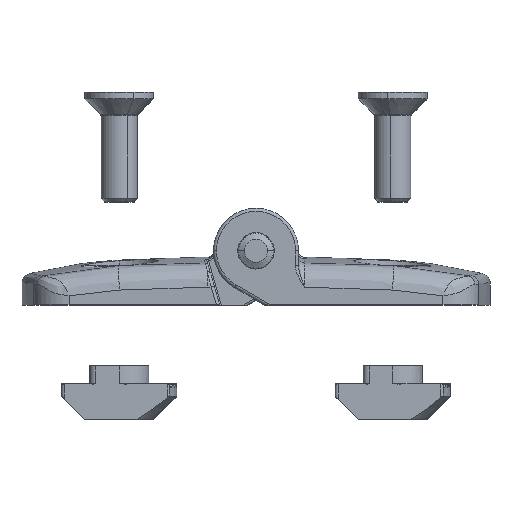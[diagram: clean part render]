
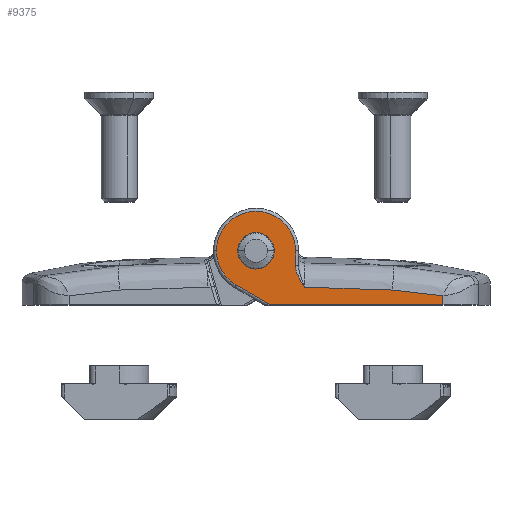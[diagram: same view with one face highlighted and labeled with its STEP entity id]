
A CAD part, top view. The second image highlights one B-rep face of the part: STEP entity #9375.
In plain terms, the highlighted face is planar.
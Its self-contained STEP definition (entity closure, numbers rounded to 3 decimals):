
#18 = AXIS2_PLACEMENT_3D ( 'NONE', #6949, #17822, #5585 ) ;
#276 = VECTOR ( 'NONE', #10332, 1000. ) ;
#701 = VERTEX_POINT ( 'NONE', #6664 ) ;
#802 = CARTESIAN_POINT ( 'NONE',  ( 24., 2.916, -8. ) ) ;
#943 = DIRECTION ( 'NONE',  ( 0., -1., 0. ) ) ;
#1049 = VERTEX_POINT ( 'NONE', #8361 ) ;
#1242 = VERTEX_POINT ( 'NONE', #10478 ) ;
#1392 = CARTESIAN_POINT ( 'NONE',  ( 24., 2.746, -17.64 ) ) ;
#1504 = EDGE_CURVE ( 'NONE', #10511, #16795, #5644, .T. ) ;
#1684 = ORIENTED_EDGE ( 'NONE', *, *, #4218, .T. ) ;
#2119 = AXIS2_PLACEMENT_3D ( 'NONE', #16573, #8533, #14042 ) ;
#2215 = CARTESIAN_POINT ( 'NONE',  ( 24., 4.303, -7.141 ) ) ;
#2478 = ORIENTED_EDGE ( 'NONE', *, *, #15199, .F. ) ;
#2738 = VECTOR ( 'NONE', #10553, 1000. ) ;
#3058 = FACE_OUTER_BOUND ( 'NONE', #6807, .T. ) ;
#3123 = VECTOR ( 'NONE', #7246, 1000. ) ;
#3374 = EDGE_LOOP ( 'NONE', ( #1684, #14911 ) ) ;
#3521 = ORIENTED_EDGE ( 'NONE', *, *, #1504, .T. ) ;
#4011 = CARTESIAN_POINT ( 'NONE',  ( 24., 2.916, -8. ) ) ;
#4131 = ORIENTED_EDGE ( 'NONE', *, *, #8550, .T. ) ;
#4218 = EDGE_CURVE ( 'NONE', #701, #16192, #15867, .T. ) ;
#4660 = DIRECTION ( 'NONE',  ( 0., 0., 1. ) ) ;
#4915 = VERTEX_POINT ( 'NONE', #802 ) ;
#5018 = CARTESIAN_POINT ( 'NONE',  ( 24., 7.9, -6.5 ) ) ;
#5106 = LINE ( 'NONE', #5018, #2738 ) ;
#5183 = CARTESIAN_POINT ( 'NONE',  ( 24., 15.9, -30.761 ) ) ;
#5476 = VERTEX_POINT ( 'NONE', #12148 ) ;
#5585 = DIRECTION ( 'NONE',  ( 0., 0., 1. ) ) ;
#5644 = CIRCLE ( 'NONE', #7974, 6.5 ) ;
#6329 = ORIENTED_EDGE ( 'NONE', *, *, #11966, .T. ) ;
#6525 = VERTEX_POINT ( 'NONE', #15801 ) ;
#6549 = CARTESIAN_POINT ( 'NONE',  ( 24., 2.916, -8. ) ) ;
#6664 = CARTESIAN_POINT ( 'NONE',  ( 24., 8.9, -3. ) ) ;
#6807 = EDGE_LOOP ( 'NONE', ( #16498, #17402, #13133, #3521, #12026, #7034, #4131, #2478, #6329 ) ) ;
#6949 = CARTESIAN_POINT ( 'NONE',  ( 24., 8.9, 0. ) ) ;
#6972 = CARTESIAN_POINT ( 'NONE',  ( 24., 8.9, 6.5 ) ) ;
#7034 = ORIENTED_EDGE ( 'NONE', *, *, #9991, .T. ) ;
#7246 = DIRECTION ( 'NONE',  ( 0., -0.5, -0.866 ) ) ;
#7278 = EDGE_CURVE ( 'NONE', #16192, #701, #14551, .T. ) ;
#7501 = CARTESIAN_POINT ( 'NONE',  ( 24., 8.9, -6.5 ) ) ;
#7648 = CARTESIAN_POINT ( 'NONE',  ( 24., 6.154, -6.5 ) ) ;
#7974 = AXIS2_PLACEMENT_3D ( 'NONE', #11553, #17079, #4660 ) ;
#8023 = CARTESIAN_POINT ( 'NONE',  ( 24., 2.274, -25.242 ) ) ;
#8179 = CARTESIAN_POINT ( 'NONE',  ( 24., 0., -30.761 ) ) ;
#8361 = CARTESIAN_POINT ( 'NONE',  ( 24., 1.515, -30.761 ) ) ;
#8407 = CARTESIAN_POINT ( 'NONE',  ( 24., 3.271, 3.25 ) ) ;
#8533 = DIRECTION ( 'NONE',  ( -1., 0., 0. ) ) ;
#8550 = EDGE_CURVE ( 'NONE', #5476, #12629, #16936, .T. ) ;
#8610 = B_SPLINE_CURVE_WITH_KNOTS ( 'NONE', 3,
 ( #9304, #14809, #8023, #16259 ),
 .UNSPECIFIED., .F., .F.,
 ( 4, 4 ),
 ( 0.005, 0.013 ),
 .UNSPECIFIED. ) ;
#8613 = CARTESIAN_POINT ( 'NONE',  ( 24., 7.351, 10.317 ) ) ;
#8623 = DIRECTION ( 'NONE',  ( 0., 0., 1. ) ) ;
#8838 = CARTESIAN_POINT ( 'NONE',  ( 24., 8.9, 3. ) ) ;
#9035 = B_SPLINE_CURVE_WITH_KNOTS ( 'NONE', 3,
 ( #12430, #1392, #16410, #4011 ),
 .UNSPECIFIED., .F., .F.,
 ( 4, 4 ),
 ( 0., 0.014 ),
 .UNSPECIFIED. ) ;
#9304 = CARTESIAN_POINT ( 'NONE',  ( 24., 1.515, -30.761 ) ) ;
#9375 = ADVANCED_FACE ( 'NONE', ( #16899, #3058 ), #14089, .F. ) ;
#9889 = LINE ( 'NONE', #8613, #3123 ) ;
#9991 = EDGE_CURVE ( 'NONE', #14409, #5476, #9889, .T. ) ;
#10119 = DIRECTION ( 'NONE',  ( -1., 0., 0. ) ) ;
#10332 = DIRECTION ( 'NONE',  ( 0., 0., -1. ) ) ;
#10478 = CARTESIAN_POINT ( 'NONE',  ( 24., 6.486, -6.5 ) ) ;
#10511 = VERTEX_POINT ( 'NONE', #7501 ) ;
#10541 = CARTESIAN_POINT ( 'NONE',  ( 24., 6.486, -6.5 ) ) ;
#10553 = DIRECTION ( 'NONE',  ( 0., 1., 0. ) ) ;
#10722 = CARTESIAN_POINT ( 'NONE',  ( 24., 5.831, -6.555 ) ) ;
#11238 = CIRCLE ( 'NONE', #18, 6.5 ) ;
#11553 = CARTESIAN_POINT ( 'NONE',  ( 24., 8.9, 0. ) ) ;
#11678 = EDGE_CURVE ( 'NONE', #16795, #14409, #11238, .T. ) ;
#11812 = AXIS2_PLACEMENT_3D ( 'NONE', #16851, #15498, #8623 ) ;
#11966 = EDGE_CURVE ( 'NONE', #1049, #6525, #8610, .T. ) ;
#11988 = CARTESIAN_POINT ( 'NONE',  ( 24., 3.188, -7.822 ) ) ;
#12026 = ORIENTED_EDGE ( 'NONE', *, *, #11678, .T. ) ;
#12070 = CARTESIAN_POINT ( 'NONE',  ( 24., 4.02, -7.302 ) ) ;
#12148 = CARTESIAN_POINT ( 'NONE',  ( 24., 0., -2.415 ) ) ;
#12159 = LINE ( 'NONE', #5183, #13132 ) ;
#12430 = CARTESIAN_POINT ( 'NONE',  ( 24., 2.447, -22.454 ) ) ;
#12501 = EDGE_CURVE ( 'NONE', #6525, #4915, #9035, .T. ) ;
#12629 = VERTEX_POINT ( 'NONE', #8179 ) ;
#13132 = VECTOR ( 'NONE', #943, 1000. ) ;
#13133 = ORIENTED_EDGE ( 'NONE', *, *, #14831, .T. ) ;
#14042 = DIRECTION ( 'NONE',  ( 0., 0., 1. ) ) ;
#14089 = PLANE ( 'NONE',  #15841 ) ;
#14409 = VERTEX_POINT ( 'NONE', #8407 ) ;
#14551 = CIRCLE ( 'NONE', #2119, 3. ) ;
#14809 = CARTESIAN_POINT ( 'NONE',  ( 24., 1.963, -28.011 ) ) ;
#14831 = EDGE_CURVE ( 'NONE', #1242, #10511, #5106, .T. ) ;
#14911 = ORIENTED_EDGE ( 'NONE', *, *, #7278, .T. ) ;
#15199 = EDGE_CURVE ( 'NONE', #1049, #12629, #12159, .T. ) ;
#15498 = DIRECTION ( 'NONE',  ( -1., 0., 0. ) ) ;
#15672 = CARTESIAN_POINT ( 'NONE',  ( 24., 0., 1.134 ) ) ;
#15801 = CARTESIAN_POINT ( 'NONE',  ( 24., 2.447, -22.454 ) ) ;
#15841 = AXIS2_PLACEMENT_3D ( 'NONE', #17170, #10119, #16809 ) ;
#15867 = CIRCLE ( 'NONE', #11812, 3. ) ;
#16065 = B_SPLINE_CURVE_WITH_KNOTS ( 'NONE', 3,
 ( #6549, #11988, #17521, #12070, #2215, #16152, #17610, #10722, #7648, #10541 ),
 .UNSPECIFIED., .F., .F.,
 ( 4, 2, 2, 2, 4 ),
 ( 0., 0.001, 0.002, 0.003, 0.004 ),
 .UNSPECIFIED. ) ;
#16152 = CARTESIAN_POINT ( 'NONE',  ( 24., 4.89, -6.857 ) ) ;
#16192 = VERTEX_POINT ( 'NONE', #8838 ) ;
#16259 = CARTESIAN_POINT ( 'NONE',  ( 24., 2.447, -22.454 ) ) ;
#16410 = CARTESIAN_POINT ( 'NONE',  ( 24., 2.902, -12.822 ) ) ;
#16498 = ORIENTED_EDGE ( 'NONE', *, *, #12501, .T. ) ;
#16573 = CARTESIAN_POINT ( 'NONE',  ( 24., 8.9, 0. ) ) ;
#16795 = VERTEX_POINT ( 'NONE', #6972 ) ;
#16809 = DIRECTION ( 'NONE',  ( 0., 0., 1. ) ) ;
#16851 = CARTESIAN_POINT ( 'NONE',  ( 24., 8.9, 0. ) ) ;
#16899 = FACE_BOUND ( 'NONE', #3374, .T. ) ;
#16936 = LINE ( 'NONE', #15672, #276 ) ;
#17079 = DIRECTION ( 'NONE',  ( 1., 0., 0. ) ) ;
#17170 = CARTESIAN_POINT ( 'NONE',  ( 24., 7.9, 10. ) ) ;
#17211 = EDGE_CURVE ( 'NONE', #4915, #1242, #16065, .T. ) ;
#17402 = ORIENTED_EDGE ( 'NONE', *, *, #17211, .T. ) ;
#17521 = CARTESIAN_POINT ( 'NONE',  ( 24., 3.463, -7.642 ) ) ;
#17610 = CARTESIAN_POINT ( 'NONE',  ( 24., 5.196, -6.733 ) ) ;
#17822 = DIRECTION ( 'NONE',  ( 1., 0., 0. ) ) ;
